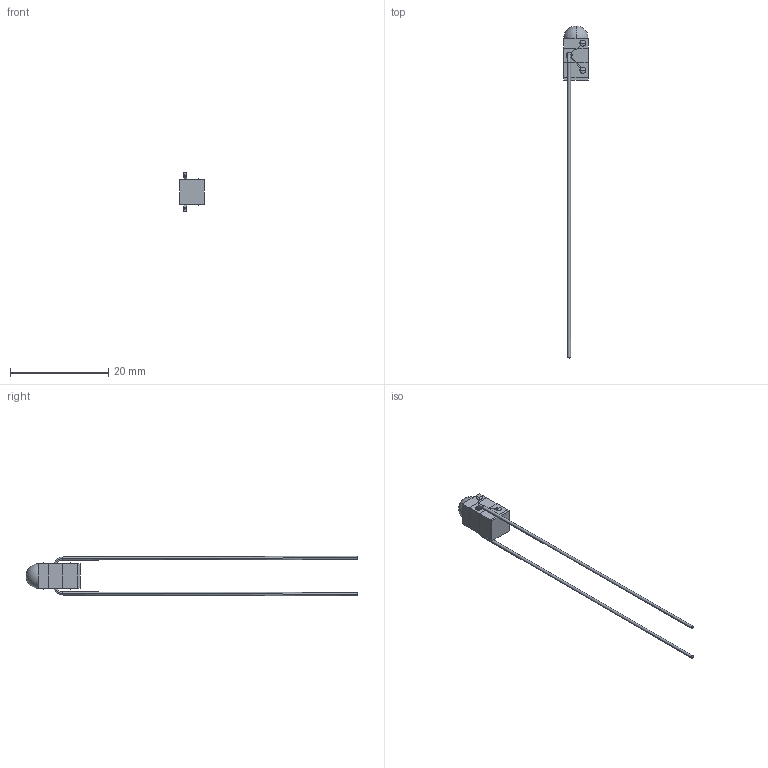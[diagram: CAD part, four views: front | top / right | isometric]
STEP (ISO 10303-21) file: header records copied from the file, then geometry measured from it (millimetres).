
FILE_DESCRIPTION (( 'STEP AP214' ), '1' );
FILE_NAME ('CTN003148.STEP', '2015-06-12T05:16:07', ( '' ), ( '' ), 'SwSTEP 2.0', 'SolidWorks 2014', '' );
FILE_SCHEMA (( 'AUTOMOTIVE_DESIGN' ));
Length unit declared in the file: millimetre
Products named in the file (1): CTN003148
Bounding box: 5 x 67.52 x 8.03 mm (x, y, z)
Volume: 282.7 mm3; surface area: 643.4 mm2
Topology: 2 solids, 2 shells, 85 faces, 224 edges, 137 vertices
Faces by surface type: plane 43, cylinder 20, sphere 14, bspline 8
Entity records: 3641 total; most frequent: CARTESIAN_POINT 1165, ORIENTED_EDGE 444, DIRECTION 392, EDGE_CURVE 222, VERTEX_POINT 137, AXIS2_PLACEMENT_3D 136, LINE 120, VECTOR 120
